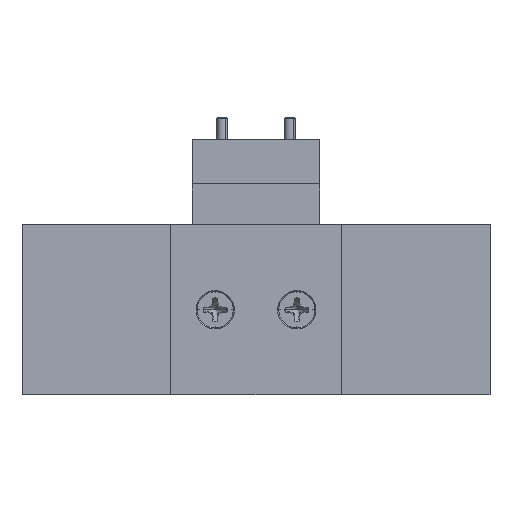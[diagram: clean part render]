
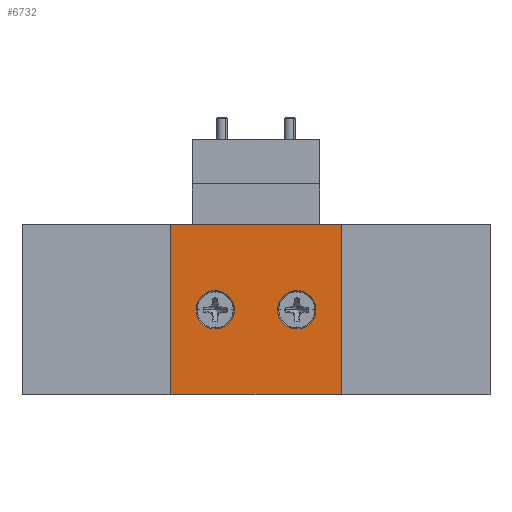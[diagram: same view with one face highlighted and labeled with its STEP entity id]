
A CAD part, front view. The second image highlights one B-rep face of the part: STEP entity #6732.
In plain terms, the highlighted planar face has unit normal (0, -1, 0).
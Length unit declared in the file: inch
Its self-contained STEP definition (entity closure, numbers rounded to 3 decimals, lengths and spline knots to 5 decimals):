
#245 = DIRECTION ( 'NONE',  ( 0., -1., 0. ) ) ;
#1091 = DIRECTION ( 'NONE',  ( 0., 0., -1. ) ) ;
#1494 = CARTESIAN_POINT ( 'NONE',  ( -0.5, -0.55, 0.5 ) ) ;
#2389 = VERTEX_POINT ( 'NONE', #13131 ) ;
#2492 = FACE_OUTER_BOUND ( 'NONE', #8991, .T. ) ;
#2752 = DIRECTION ( 'NONE',  ( 0., 0., -1. ) ) ;
#3248 = CARTESIAN_POINT ( 'NONE',  ( -0.5, -0.55, 0.5 ) ) ;
#3273 = DIRECTION ( 'NONE',  ( 0., 0., -1. ) ) ;
#4600 = AXIS2_PLACEMENT_3D ( 'NONE', #27136, #245, #3273 ) ;
#5297 = CARTESIAN_POINT ( 'NONE',  ( 0.24, -0.55, -0.1125 ) ) ;
#5977 = VERTEX_POINT ( 'NONE', #5297 ) ;
#6732 = ADVANCED_FACE ( 'NONE', ( #35361, #33033, #2492 ), #10438, .F. ) ;
#6742 = CARTESIAN_POINT ( 'NONE',  ( -0.24, -0.55, -0.1125 ) ) ;
#6868 = LINE ( 'NONE', #29917, #19561 ) ;
#7041 = DIRECTION ( 'NONE',  ( 0., 0., -1. ) ) ;
#8294 = CARTESIAN_POINT ( 'NONE',  ( -0.5, -0.55, -0.5 ) ) ;
#8417 = DIRECTION ( 'NONE',  ( 0., -1., 0. ) ) ;
#8991 = EDGE_LOOP ( 'NONE', ( #30388, #22903, #18290, #35257 ) ) ;
#10438 = PLANE ( 'NONE',  #32694 ) ;
#10554 = LINE ( 'NONE', #3248, #31210 ) ;
#11722 = EDGE_CURVE ( 'NONE', #18471, #34441, #12056, .T. ) ;
#12056 = LINE ( 'NONE', #37207, #13939 ) ;
#12105 = DIRECTION ( 'NONE',  ( 0., -1., 0. ) ) ;
#12530 = EDGE_CURVE ( 'NONE', #2389, #5977, #14810, .T. ) ;
#12657 = DIRECTION ( 'NONE',  ( 0., -1., 0. ) ) ;
#12953 = ORIENTED_EDGE ( 'NONE', *, *, #23528, .F. ) ;
#13131 = CARTESIAN_POINT ( 'NONE',  ( 0.24, -0.55, 0.1125 ) ) ;
#13939 = VECTOR ( 'NONE', #7041, 39.37008 ) ;
#14143 = CARTESIAN_POINT ( 'NONE',  ( -0.24, -0.55, 0.1125 ) ) ;
#14578 = CARTESIAN_POINT ( 'NONE',  ( -0.24, -0.55, 0. ) ) ;
#14810 = CIRCLE ( 'NONE', #24818, 0.1125 ) ;
#16786 = DIRECTION ( 'NONE',  ( 1., 0., 0. ) ) ;
#17485 = ORIENTED_EDGE ( 'NONE', *, *, #30785, .F. ) ;
#18106 = DIRECTION ( 'NONE',  ( 0., 0., -1. ) ) ;
#18290 = ORIENTED_EDGE ( 'NONE', *, *, #31470, .F. ) ;
#18471 = VERTEX_POINT ( 'NONE', #25303 ) ;
#18569 = CIRCLE ( 'NONE', #31431, 0.1125 ) ;
#19175 = EDGE_CURVE ( 'NONE', #29749, #20804, #20847, .T. ) ;
#19488 = DIRECTION ( 'NONE',  ( 0., 0., 1. ) ) ;
#19557 = CARTESIAN_POINT ( 'NONE',  ( 0.5, -0.55, -0.5 ) ) ;
#19561 = VECTOR ( 'NONE', #26910, 39.37008 ) ;
#19989 = LINE ( 'NONE', #28727, #28869 ) ;
#20804 = VERTEX_POINT ( 'NONE', #6742 ) ;
#20847 = CIRCLE ( 'NONE', #36320, 0.1125 ) ;
#22169 = EDGE_CURVE ( 'NONE', #38736, #22619, #6868, .T. ) ;
#22258 = CIRCLE ( 'NONE', #4600, 0.1125 ) ;
#22619 = VERTEX_POINT ( 'NONE', #8294 ) ;
#22903 = ORIENTED_EDGE ( 'NONE', *, *, #11722, .F. ) ;
#23528 = EDGE_CURVE ( 'NONE', #20804, #29749, #22258, .T. ) ;
#24818 = AXIS2_PLACEMENT_3D ( 'NONE', #33750, #12657, #1091 ) ;
#25303 = CARTESIAN_POINT ( 'NONE',  ( 0.5, -0.55, 0.5 ) ) ;
#26902 = CARTESIAN_POINT ( 'NONE',  ( 0.24, -0.55, 0. ) ) ;
#26910 = DIRECTION ( 'NONE',  ( 0., 0., -1. ) ) ;
#27136 = CARTESIAN_POINT ( 'NONE',  ( -0.24, -0.55, 0. ) ) ;
#28727 = CARTESIAN_POINT ( 'NONE',  ( -0.5, -0.55, -0.5 ) ) ;
#28869 = VECTOR ( 'NONE', #16786, 39.37008 ) ;
#29270 = CARTESIAN_POINT ( 'NONE',  ( -0.5, -0.55, 0.5 ) ) ;
#29749 = VERTEX_POINT ( 'NONE', #14143 ) ;
#29917 = CARTESIAN_POINT ( 'NONE',  ( -0.5, -0.55, 0.5 ) ) ;
#30388 = ORIENTED_EDGE ( 'NONE', *, *, #36979, .T. ) ;
#30785 = EDGE_CURVE ( 'NONE', #5977, #2389, #18569, .T. ) ;
#31210 = VECTOR ( 'NONE', #33157, 39.37008 ) ;
#31412 = DIRECTION ( 'NONE',  ( 0., 1., 0. ) ) ;
#31431 = AXIS2_PLACEMENT_3D ( 'NONE', #26902, #12105, #18106 ) ;
#31470 = EDGE_CURVE ( 'NONE', #38736, #18471, #10554, .T. ) ;
#32694 = AXIS2_PLACEMENT_3D ( 'NONE', #1494, #31412, #19488 ) ;
#33033 = FACE_BOUND ( 'NONE', #37968, .T. ) ;
#33150 = EDGE_LOOP ( 'NONE', ( #12953, #37950 ) ) ;
#33157 = DIRECTION ( 'NONE',  ( 1., 0., 0. ) ) ;
#33750 = CARTESIAN_POINT ( 'NONE',  ( 0.24, -0.55, 0. ) ) ;
#34441 = VERTEX_POINT ( 'NONE', #19557 ) ;
#35257 = ORIENTED_EDGE ( 'NONE', *, *, #22169, .T. ) ;
#35361 = FACE_BOUND ( 'NONE', #33150, .T. ) ;
#36315 = ORIENTED_EDGE ( 'NONE', *, *, #12530, .F. ) ;
#36320 = AXIS2_PLACEMENT_3D ( 'NONE', #14578, #8417, #2752 ) ;
#36979 = EDGE_CURVE ( 'NONE', #22619, #34441, #19989, .T. ) ;
#37207 = CARTESIAN_POINT ( 'NONE',  ( 0.5, -0.55, 0.5 ) ) ;
#37950 = ORIENTED_EDGE ( 'NONE', *, *, #19175, .F. ) ;
#37968 = EDGE_LOOP ( 'NONE', ( #17485, #36315 ) ) ;
#38736 = VERTEX_POINT ( 'NONE', #29270 ) ;
